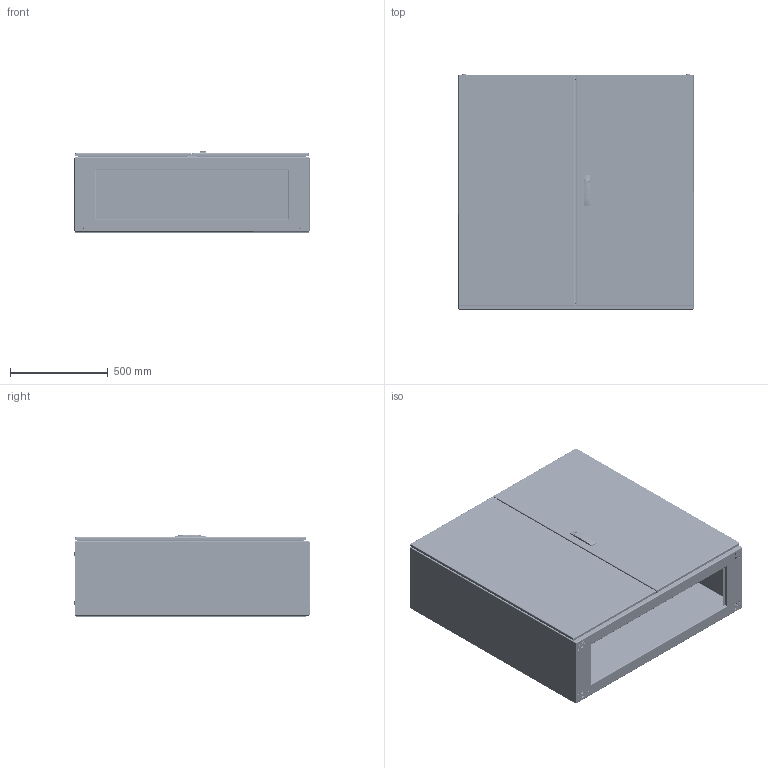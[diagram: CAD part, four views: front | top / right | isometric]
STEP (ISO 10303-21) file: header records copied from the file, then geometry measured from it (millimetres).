
FILE_DESCRIPTION (( 'STEP AP203' ), '1' );
FILE_NAME ('BN-1214.STEP', '2013-12-03T14:52:50', ( '' ), ( '' ), 'SwSTEP 2.0', 'SolidWorks 2010', '' );
FILE_SCHEMA (( 'CONFIG_CONTROL_DESIGN' ));
Products named in the file (63): 050920050937_Betätigungseinsatz 3mm Db; 02092005160250; ENG-000020; 13102009153907_99BN-814; 19022007134512_527; EMKA_Ohne Erdungsplatte PA ; ENG-000609_unteres Teil; ENG-000661_oberes Teil; ENG-000884_M6; 21022007112541_DIN6799 5; 13102009154339_98BN-814; 200702201413; ENG-010195_727; ENG-20052202-7_727; ENG-004455_1565; 09092005082043; ENG-000929_LS-1094; 19092007142653_2256; ENG-167761_40B-G-10007; ENG-163428_41B-G-10008; ENG-163427_42E-G-10010; ENG-000138_M8x16; ENG-000138_M6x16; ENG-167758_1200 x 1200 - Rückwand; ENG-000098_M6; ENG-000876_DIN 934 M8; ENG-000884_M8; ENG-001730_DIN 6330 M8; BN-1214; ENG-163360_10B-G-10023; ENG-163421_11B-G-10006; ENG-163420_70B-G-10008; ENG-163392_71E-G-10011; ENG-163364_44B-G-10026; ENG-163366_45E-G-10032; ENG-163387_44B-G-10027; ENG-163385_45E-G-10033; ENG-000138_M6x12; ENG-000138_M5x12; ENG-167739_81BN-1200 ...
Assembly tree (223 placements, depth 5):
  BN-1214
    ENG-000098_M6  x16
    ENG-000884_M8  x12
    ENG-001730_DIN 6330 M8  x6
    ENG-167770_30B-G-10031
      ENG-000098_M6  x6
      ENG-000929_LS-1094  x2
      ENG-111111_1200 x 1200 - Anschlagtür
      ENG-167769_31B-G-10030
        ENG-000138_M6x20  x8
        ENG-000169_508  x3
        ENG-167768_32E-G-10029
    ENG-163360_10B-G-10023
      ENG-005950_6mm  x12
        ENG-00045A_Normal
        ENG-000963_M5 X 0.8 (6MM LONG)
      ENG-108837_2641  x4
      ENG-000872_ohne Deckelteil  x3
        ENGB-000201_510
        ENG-000268_509
      ENG-000872_ohne Deckteil, Stift gedreht  x3
        ENGB-000201_510
        ENG-000268_509
      ENG-163421_11B-G-10006
        ENG-163988_80B-G-10006
          ENG-163363_81E-G-10010
          ENG-132656_2425  x3
        ENG-163364_44B-G-10026
          ENG-000138_M5x12  x12
          ENG-000138_M6x12  x2
          ENG-000138_M6x20
          ENG-163366_45E-G-10032
        ENG-163387_44B-G-10027
          ENG-000138_M5x12  x12
          ENG-000138_M6x12  x2
          ENG-000138_M6x20
          ENG-163385_45E-G-10033
        ENG-167739_81BN-1200
        ENG-163420_70B-G-10008
          ENG-163392_71E-G-10011
          ENG-132656_2425  x3
    ENG-167761_40B-G-10007
      ENG-167758_1200 x 1200 - Rückwand
      ENG-163428_41B-G-10008
        ENG-000138_M6x16  x22
        ENG-000138_M8x16
        ENG-163427_42E-G-10010
    ENG-000876_DIN 934 M8  x6
    ENG-167773_30B-G-10030
      09092005082043  x2
      ENG-000098_M6  x10
      1855  x4
      ENG-004455_1565
      13102009153907_99BN-814
        ENG-010195_727
        200702201413
        13102009154339_98BN-814  x2
        19022007134512_527
          ENG-000661_oberes Teil
          ENG-000609_unteres Teil
Bounding box: 1200 x 1201.5 x 418.82 mm (x, y, z)
Volume: 12010529.1 mm3; surface area: 13811006.4 mm2
Topology: 226 solids, 234 shells, 6876 faces, 17548 edges, 11243 vertices
Faces by surface type: plane 3361, cylinder 2361, cone 510, bspline 398, torus 170, sphere 76
Entity records: 104419 total; most frequent: CARTESIAN_POINT 25819, DIRECTION 13996, ORIENTED_EDGE 13877, EDGE_CURVE 7189, AXIS2_PLACEMENT_3D 4869, VERTEX_POINT 4640, LINE 4258, VECTOR 4258
